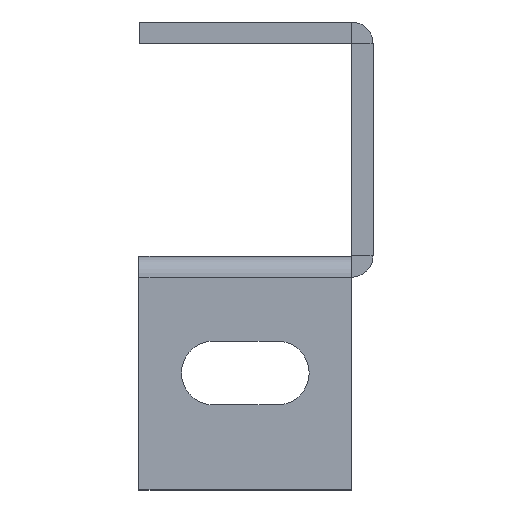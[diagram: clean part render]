
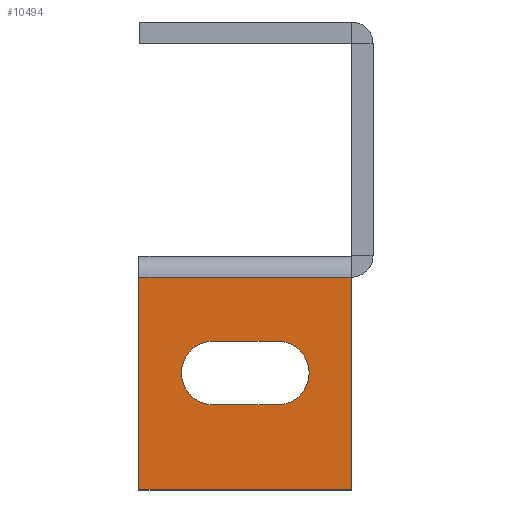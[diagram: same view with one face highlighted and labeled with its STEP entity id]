
A CAD part, left-side view. The second image highlights one B-rep face of the part: STEP entity #10494.
In plain terms, the highlighted planar face has unit normal (-1, 0, 0).
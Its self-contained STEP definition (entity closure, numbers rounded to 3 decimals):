
#2276 = EDGE_LOOP ( 'NONE', ( #2285, #2293, #2301, #2309 ) ) ;
#2285 = ORIENTED_EDGE ( 'NONE', *, *, #6843, .T. ) ;
#2293 = ORIENTED_EDGE ( 'NONE', *, *, #6842, .T. ) ;
#2301 = ORIENTED_EDGE ( 'NONE', *, *, #6828, .T. ) ;
#2309 = ORIENTED_EDGE ( 'NONE', *, *, #6844, .T. ) ;
#2314 = EDGE_LOOP ( 'NONE', ( #2317, #2325, #2333, #2341 ) ) ;
#2317 = ORIENTED_EDGE ( 'NONE', *, *, #6834, .F. ) ;
#2325 = ORIENTED_EDGE ( 'NONE', *, *, #6836, .T. ) ;
#2333 = ORIENTED_EDGE ( 'NONE', *, *, #6840, .T. ) ;
#2341 = ORIENTED_EDGE ( 'NONE', *, *, #6837, .T. ) ;
#4271 = PLANE ( 'NONE',  #5748 ) ;
#4272 = CARTESIAN_POINT ( 'NONE',  ( -749.25, 15., 0. ) ) ;
#4277 = DIRECTION ( 'NONE',  ( 1., 0., 0. ) ) ;
#4278 = DIRECTION ( 'NONE',  ( 0., 0., -1. ) ) ;
#4402 = FACE_BOUND ( 'NONE', #2276, .T. ) ;
#4408 = FACE_OUTER_BOUND ( 'NONE', #2314, .T. ) ;
#5270 = LINE ( 'NONE', #10183, #5276 ) ;
#5276 = VECTOR ( 'NONE', #10186, 1000. ) ;
#5284 = LINE ( 'NONE', #10201, #5292 ) ;
#5285 = LINE ( 'NONE', #10190, #5287 ) ;
#5287 = VECTOR ( 'NONE', #10200, 1000. ) ;
#5290 = LINE ( 'NONE', #10204, #5291 ) ;
#5291 = VECTOR ( 'NONE', #10205, 1000. ) ;
#5292 = VECTOR ( 'NONE', #10207, 1000. ) ;
#5293 = LINE ( 'NONE', #10220, #5300 ) ;
#5298 = LINE ( 'NONE', #10212, #5299 ) ;
#5299 = VECTOR ( 'NONE', #10213, 1000. ) ;
#5300 = VECTOR ( 'NONE', #10221, 1000. ) ;
#5303 = CIRCLE ( 'NONE', #5457, 4.5 ) ;
#5306 = CIRCLE ( 'NONE', #5465, 4.5 ) ;
#5457 = AXIS2_PLACEMENT_3D ( 'NONE', #10203, #10218, #10219 ) ;
#5465 = AXIS2_PLACEMENT_3D ( 'NONE', #10214, #10223, #10224 ) ;
#5748 = AXIS2_PLACEMENT_3D ( 'NONE', #4272, #4277, #4278 ) ;
#6828 = EDGE_CURVE ( 'NONE', #11386, #11381, #5270, .T. ) ;
#6834 = EDGE_CURVE ( 'NONE', #11388, #11379, #5285, .T. ) ;
#6836 = EDGE_CURVE ( 'NONE', #11388, #11383, #5290, .T. ) ;
#6837 = EDGE_CURVE ( 'NONE', #11389, #11379, #5284, .T. ) ;
#6840 = EDGE_CURVE ( 'NONE', #11383, #11389, #5298, .T. ) ;
#6842 = EDGE_CURVE ( 'NONE', #11374, #11386, #5303, .T. ) ;
#6843 = EDGE_CURVE ( 'NONE', #11380, #11374, #5293, .T. ) ;
#6844 = EDGE_CURVE ( 'NONE', #11381, #11380, #5306, .T. ) ;
#9183 = CARTESIAN_POINT ( 'NONE',  ( -749.25, -4.5, -9. ) ) ;
#9188 = CARTESIAN_POINT ( 'NONE',  ( -749.25, -15., -0.01 ) ) ;
#9189 = CARTESIAN_POINT ( 'NONE',  ( -749.25, 4.5, -9. ) ) ;
#9190 = CARTESIAN_POINT ( 'NONE',  ( -749.25, 4.5, -18. ) ) ;
#9192 = CARTESIAN_POINT ( 'NONE',  ( -749.25, 15., -30. ) ) ;
#9195 = CARTESIAN_POINT ( 'NONE',  ( -749.25, -4.5, -18. ) ) ;
#9197 = CARTESIAN_POINT ( 'NONE',  ( -749.25, 15., -0.01 ) ) ;
#9198 = CARTESIAN_POINT ( 'NONE',  ( -749.25, -15., -30. ) ) ;
#10183 = CARTESIAN_POINT ( 'NONE',  ( -749.25, 4.5, -18. ) ) ;
#10186 = DIRECTION ( 'NONE',  ( 0., 1., 0. ) ) ;
#10190 = CARTESIAN_POINT ( 'NONE',  ( -749.25, 15., -0.01 ) ) ;
#10200 = DIRECTION ( 'NONE',  ( 0., -1., 0. ) ) ;
#10201 = CARTESIAN_POINT ( 'NONE',  ( -749.25, -15., 0. ) ) ;
#10203 = CARTESIAN_POINT ( 'NONE',  ( -749.25, -4.5, -13.5 ) ) ;
#10204 = CARTESIAN_POINT ( 'NONE',  ( -749.25, 15., -30. ) ) ;
#10205 = DIRECTION ( 'NONE',  ( 0., 0., -1. ) ) ;
#10207 = DIRECTION ( 'NONE',  ( 0., 0., 1. ) ) ;
#10212 = CARTESIAN_POINT ( 'NONE',  ( -749.25, -15., -30. ) ) ;
#10213 = DIRECTION ( 'NONE',  ( 0., -1., 0. ) ) ;
#10214 = CARTESIAN_POINT ( 'NONE',  ( -749.25, 4.5, -13.5 ) ) ;
#10218 = DIRECTION ( 'NONE',  ( 1., 0., 0. ) ) ;
#10219 = DIRECTION ( 'NONE',  ( 0., 0., -1. ) ) ;
#10220 = CARTESIAN_POINT ( 'NONE',  ( -749.25, -4.5, -9. ) ) ;
#10221 = DIRECTION ( 'NONE',  ( 0., -1., 0. ) ) ;
#10223 = DIRECTION ( 'NONE',  ( 1., 0., 0. ) ) ;
#10224 = DIRECTION ( 'NONE',  ( 0., 0., -1. ) ) ;
#10494 = ADVANCED_FACE ( 'NONE', ( #4402, #4408 ), #4271, .F. ) ;
#11374 = VERTEX_POINT ( 'NONE', #9183 ) ;
#11379 = VERTEX_POINT ( 'NONE', #9188 ) ;
#11380 = VERTEX_POINT ( 'NONE', #9189 ) ;
#11381 = VERTEX_POINT ( 'NONE', #9190 ) ;
#11383 = VERTEX_POINT ( 'NONE', #9192 ) ;
#11386 = VERTEX_POINT ( 'NONE', #9195 ) ;
#11388 = VERTEX_POINT ( 'NONE', #9197 ) ;
#11389 = VERTEX_POINT ( 'NONE', #9198 ) ;
